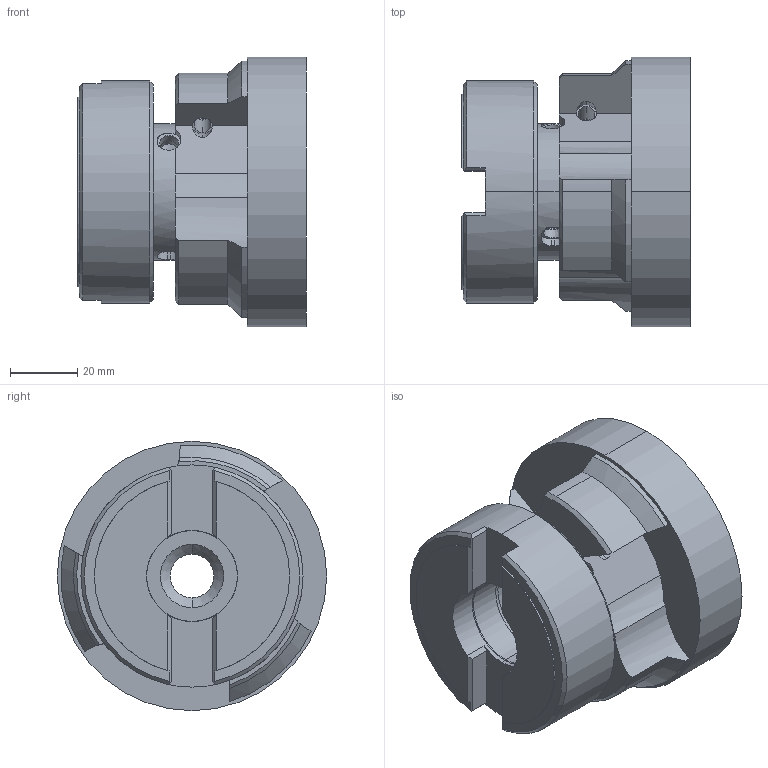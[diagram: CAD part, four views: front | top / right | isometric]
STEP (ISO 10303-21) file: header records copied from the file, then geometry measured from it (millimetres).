
FILE_DESCRIPTION (( 'STEP AP214' ), '1' );
FILE_NAME ('TKA-080-3-AL-B.STEP', '2012-11-30T10:19:36', ( '' ), ( '' ), 'SwSTEP 2.0', 'SolidWorks 2012', '' );
FILE_SCHEMA (( 'AUTOMOTIVE_DESIGN' ));
Length unit declared in the file: millimetre
Products named in the file (1): TKA-080-3-AL-B
Bounding box: 68 x 80 x 80 mm (x, y, z)
Volume: 188427.8 mm3; surface area: 36014 mm2
Topology: 1 solids, 1 shells, 158 faces, 442 edges, 278 vertices
Faces by surface type: cylinder 67, plane 55, cone 36
Entity records: 5279 total; most frequent: CARTESIAN_POINT 1087, DIRECTION 865, ORIENTED_EDGE 860, EDGE_CURVE 430, AXIS2_PLACEMENT_3D 324, VERTEX_POINT 278, LINE 217, VECTOR 217
